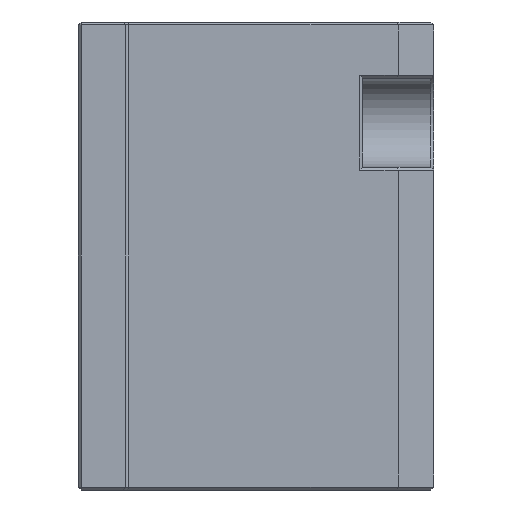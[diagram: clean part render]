
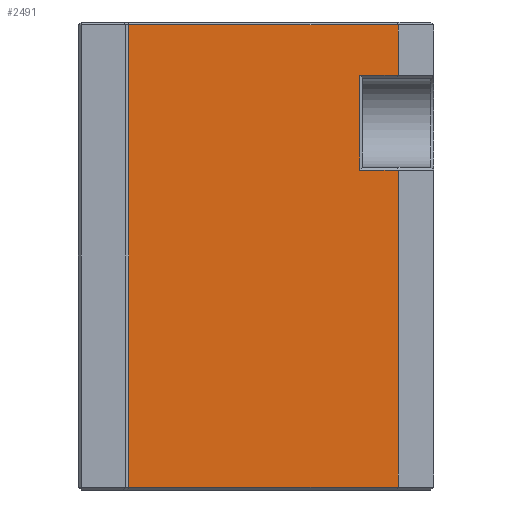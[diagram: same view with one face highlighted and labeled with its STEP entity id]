
A CAD part, left-side view. The second image highlights one B-rep face of the part: STEP entity #2491.
In plain terms, the highlighted planar face has unit normal (-1, 0, 0).
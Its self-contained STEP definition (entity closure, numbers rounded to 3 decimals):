
#218=FACE_OUTER_BOUND('',#380,.T.);
#380=EDGE_LOOP('',(#1783,#1784,#1785,#1786,#1787,#1788,#1789,#1790));
#559=LINE('',#3815,#825);
#563=LINE('',#3824,#829);
#572=LINE('',#3840,#838);
#579=LINE('',#3858,#845);
#582=LINE('',#3864,#848);
#583=LINE('',#3866,#849);
#584=LINE('',#3868,#850);
#585=LINE('',#3869,#851);
#825=VECTOR('',#3079,10.);
#829=VECTOR('',#3085,10.);
#838=VECTOR('',#3100,10.);
#845=VECTOR('',#3119,10.);
#848=VECTOR('',#3124,10.);
#849=VECTOR('',#3125,10.);
#850=VECTOR('',#3126,10.);
#851=VECTOR('',#3127,10.);
#1098=VERTEX_POINT('',#3812);
#1099=VERTEX_POINT('',#3814);
#1102=VERTEX_POINT('',#3821);
#1103=VERTEX_POINT('',#3823);
#1112=VERTEX_POINT('',#3857);
#1114=VERTEX_POINT('',#3863);
#1115=VERTEX_POINT('',#3865);
#1116=VERTEX_POINT('',#3867);
#1335=EDGE_CURVE('',#1098,#1099,#559,.T.);
#1339=EDGE_CURVE('',#1102,#1103,#563,.T.);
#1348=EDGE_CURVE('',#1103,#1098,#572,.T.);
#1357=EDGE_CURVE('',#1112,#1099,#579,.T.);
#1360=EDGE_CURVE('',#1102,#1114,#582,.T.);
#1361=EDGE_CURVE('',#1115,#1114,#583,.T.);
#1362=EDGE_CURVE('',#1116,#1115,#584,.T.);
#1363=EDGE_CURVE('',#1112,#1116,#585,.T.);
#1783=ORIENTED_EDGE('',*,*,#1335,.F.);
#1784=ORIENTED_EDGE('',*,*,#1348,.F.);
#1785=ORIENTED_EDGE('',*,*,#1339,.F.);
#1786=ORIENTED_EDGE('',*,*,#1360,.T.);
#1787=ORIENTED_EDGE('',*,*,#1361,.F.);
#1788=ORIENTED_EDGE('',*,*,#1362,.F.);
#1789=ORIENTED_EDGE('',*,*,#1363,.F.);
#1790=ORIENTED_EDGE('',*,*,#1357,.T.);
#2363=PLANE('',#2743);
#2491=ADVANCED_FACE('',(#218),#2363,.T.);
#2743=AXIS2_PLACEMENT_3D('',#3862,#3122,#3123);
#3079=DIRECTION('',(0.,-1.,0.));
#3085=DIRECTION('',(0.,1.,0.));
#3100=DIRECTION('',(0.,0.,-1.));
#3119=DIRECTION('',(0.,0.,1.));
#3122=DIRECTION('center_axis',(-1.,0.,0.));
#3123=DIRECTION('ref_axis',(0.,0.,1.));
#3124=DIRECTION('',(0.,0.,1.));
#3125=DIRECTION('',(0.,-1.,0.));
#3126=DIRECTION('',(0.,0.,1.));
#3127=DIRECTION('',(0.,1.,0.));
#3812=CARTESIAN_POINT('',(-43.,-17.5,14.5));
#3814=CARTESIAN_POINT('',(-43.,-24.,14.5));
#3815=CARTESIAN_POINT('',(-43.,-30.,14.5));
#3821=CARTESIAN_POINT('',(-43.,-24.,30.5));
#3823=CARTESIAN_POINT('',(-43.,-17.5,30.5));
#3824=CARTESIAN_POINT('',(-43.,-30.,30.5));
#3840=CARTESIAN_POINT('',(-43.,-17.5,11.25));
#3857=CARTESIAN_POINT('',(-43.,-24.,-39.));
#3858=CARTESIAN_POINT('',(-43.,-24.,19.75));
#3862=CARTESIAN_POINT('Origin',(-43.,-30.,0.));
#3863=CARTESIAN_POINT('',(-43.,-24.,39.));
#3864=CARTESIAN_POINT('',(-43.,-24.,19.75));
#3865=CARTESIAN_POINT('',(-43.,21.5,39.));
#3866=CARTESIAN_POINT('',(-43.,-15.,39.));
#3867=CARTESIAN_POINT('',(-43.,21.5,-39.));
#3868=CARTESIAN_POINT('',(-43.,21.5,19.75));
#3869=CARTESIAN_POINT('',(-43.,-15.,-39.));
